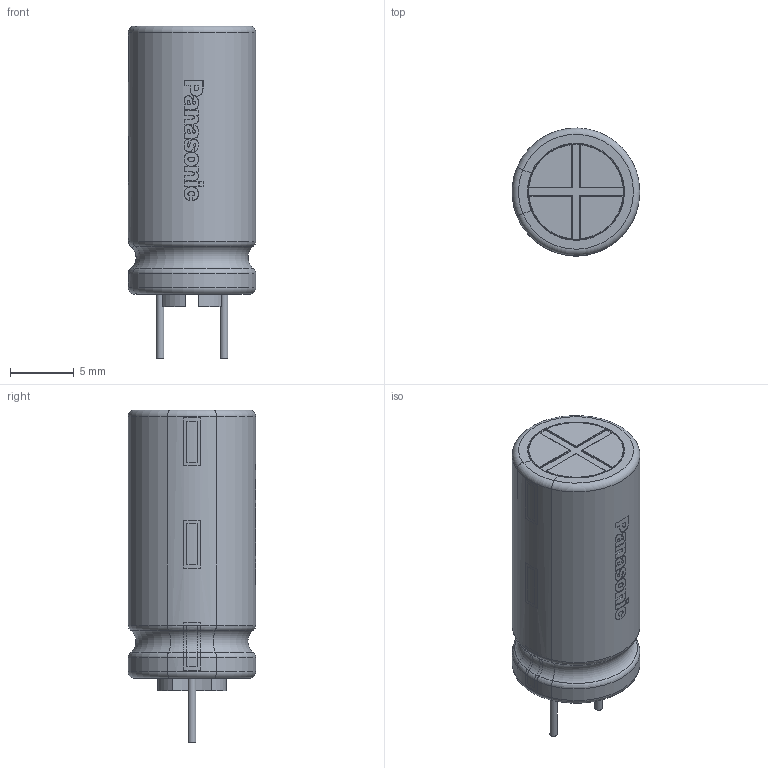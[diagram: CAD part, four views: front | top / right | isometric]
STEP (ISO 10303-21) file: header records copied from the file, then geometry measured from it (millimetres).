
FILE_DESCRIPTION(/* description */ (''),/* implementation_level */ '2;1');
FILE_NAME(/* name */ 'Panasonic ECA0JHG332.stp',/* time_stamp */ '2022-03-03T20:31:24-04:00',/* author */ ('rabri'),/* organization */ (''),/* preprocessor_version */ 'ST-DEVELOPER v18',/* originating_system */ 'Autodesk Inventor 2020',/* authorisation */ '');
FILE_SCHEMA (('AUTOMOTIVE_DESIGN { 1 0 10303 214 3 1 1 }'));
Length unit declared in the file: millimetre
Products named in the file (8): TDK B41888D4158M000 - radial cap; body; marking; bottom; logo; polarity marking; top; terminal
Assembly tree (7 placements, depth 2):
  TDK B41888D4158M000 - radial cap
    body
    marking
    bottom
    logo
    polarity marking
    top
    terminal
Bounding box: 10 x 10.01 x 26 mm (x, y, z)
Volume: 1634.9 mm3; surface area: 1584.2 mm2
Topology: 19 solids, 19 shells, 405 faces, 1041 edges, 679 vertices
Faces by surface type: bspline 166, plane 124, cylinder 72, torus 39, sphere 4
Full cylindrical faces by diameter (mm): 0.6 x2, 7.5 x2
Entity records: 15578 total; most frequent: CARTESIAN_POINT 6281, ORIENTED_EDGE 2082, DIRECTION 1483, EDGE_CURVE 1041, VERTEX_POINT 679, AXIS2_PLACEMENT_3D 536, EDGE_LOOP 424, LINE 411
